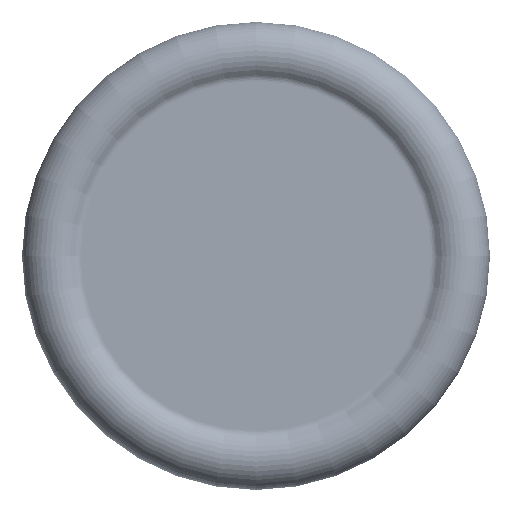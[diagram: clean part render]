
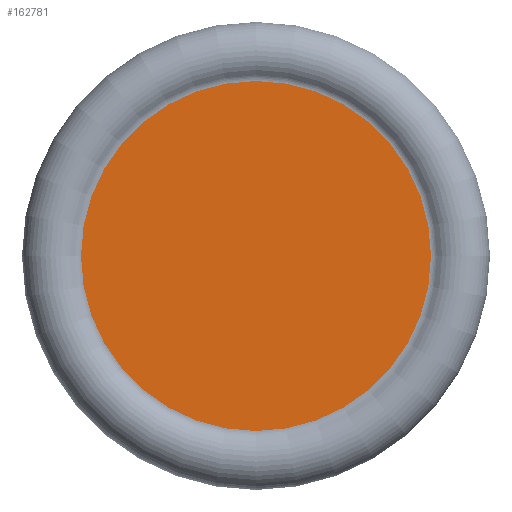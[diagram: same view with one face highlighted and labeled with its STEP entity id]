
A CAD part, front view. The second image highlights one B-rep face of the part: STEP entity #162781.
In plain terms, the highlighted planar face has unit normal (0, -1, 0).
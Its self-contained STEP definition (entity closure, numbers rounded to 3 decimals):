
#162183 = EDGE_CURVE('',#162184,#162186,#162188,.T.);
#162184 = VERTEX_POINT('',#162185);
#162185 = CARTESIAN_POINT('',(-69.558,-8.655,
    18.879));
#162186 = VERTEX_POINT('',#162187);
#162187 = CARTESIAN_POINT('',(-36.05,-8.655,
    18.879));
#162188 = CIRCLE('',#162189,16.754);
#162189 = AXIS2_PLACEMENT_3D('',#162190,#162191,#162192);
#162190 = CARTESIAN_POINT('',(-52.804,-8.655,
    18.879));
#162191 = DIRECTION('',(0.,-1.,0.));
#162192 = DIRECTION('',(-1.,0.,0.));
#162665 = EDGE_CURVE('',#162186,#162184,#162666,.T.);
#162666 = CIRCLE('',#162667,16.754);
#162667 = AXIS2_PLACEMENT_3D('',#162668,#162669,#162670);
#162668 = CARTESIAN_POINT('',(-52.804,-8.655,
    18.879));
#162669 = DIRECTION('',(0.,-1.,0.));
#162670 = DIRECTION('',(-1.,0.,0.));
#162781 = ADVANCED_FACE('',(#162782),#162786,.T.);
#162782 = FACE_BOUND('',#162783,.T.);
#162783 = EDGE_LOOP('',(#162784,#162785));
#162784 = ORIENTED_EDGE('',*,*,#162183,.T.);
#162785 = ORIENTED_EDGE('',*,*,#162665,.T.);
#162786 = PLANE('',#162787);
#162787 = AXIS2_PLACEMENT_3D('',#162788,#162789,#162790);
#162788 = CARTESIAN_POINT('',(-61.181,-8.655,
    18.879));
#162789 = DIRECTION('',(0.,-1.,0.));
#162790 = DIRECTION('',(0.,0.,1.));
